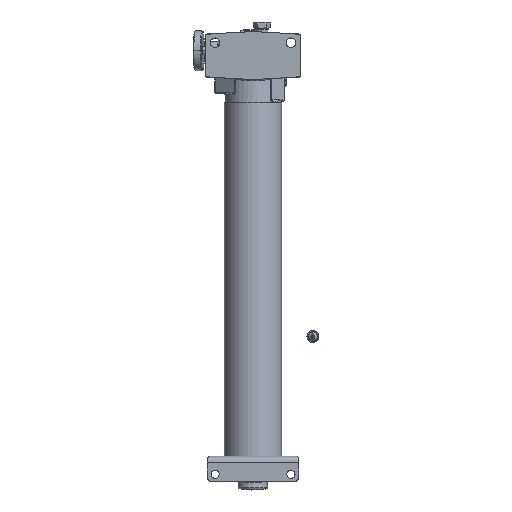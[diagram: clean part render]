
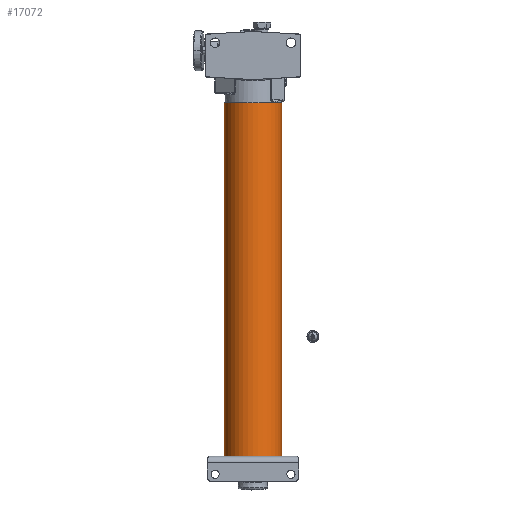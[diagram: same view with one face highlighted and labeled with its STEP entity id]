
A CAD part, front view. The second image highlights one B-rep face of the part: STEP entity #17072.
In plain terms, the highlighted cylindrical face has radius 35.8 mm (diameter 71.6 mm), a partial arc.
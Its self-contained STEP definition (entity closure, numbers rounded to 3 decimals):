
#1576 = AXIS2_PLACEMENT_3D ( 'NONE', #29933, #20044, #26696 ) ;
#2518 = ORIENTED_EDGE ( 'NONE', *, *, #7365, .T. ) ;
#4096 = CARTESIAN_POINT ( 'NONE',  ( 0., 43., -2.2 ) ) ;
#4221 = ORIENTED_EDGE ( 'NONE', *, *, #4524, .T. ) ;
#4524 = EDGE_CURVE ( 'NONE', #34768, #15982, #6073, .T. ) ;
#4590 = CARTESIAN_POINT ( 'NONE',  ( -35.8, 43., -445. ) ) ;
#5443 = EDGE_LOOP ( 'NONE', ( #21778, #32301, #4221, #2518 ) ) ;
#6073 = LINE ( 'NONE', #31244, #7035 ) ;
#6409 = DIRECTION ( 'NONE',  ( 0., 0., 1. ) ) ;
#7035 = VECTOR ( 'NONE', #15281, 1000. ) ;
#7365 = EDGE_CURVE ( 'NONE', #15982, #15391, #13812, .T. ) ;
#11343 = FACE_OUTER_BOUND ( 'NONE', #5443, .T. ) ;
#12182 = EDGE_CURVE ( 'NONE', #28979, #34768, #13012, .T. ) ;
#13012 = CIRCLE ( 'NONE', #1576, 35.8 ) ;
#13311 = DIRECTION ( 'NONE',  ( -1., 0., 0. ) ) ;
#13812 = CIRCLE ( 'NONE', #18945, 35.8 ) ;
#15281 = DIRECTION ( 'NONE',  ( 0., 0., 1. ) ) ;
#15391 = VERTEX_POINT ( 'NONE', #39680 ) ;
#15982 = VERTEX_POINT ( 'NONE', #26459 ) ;
#17072 = ADVANCED_FACE ( 'NONE', ( #11343 ), #35452, .T. ) ;
#17156 = DIRECTION ( 'NONE',  ( 0., 0., 1. ) ) ;
#18945 = AXIS2_PLACEMENT_3D ( 'NONE', #4096, #28745, #13311 ) ;
#20044 = DIRECTION ( 'NONE',  ( 0., 0., 1. ) ) ;
#20612 = VECTOR ( 'NONE', #17156, 1000. ) ;
#20621 = AXIS2_PLACEMENT_3D ( 'NONE', #36856, #6409, #24419 ) ;
#21070 = LINE ( 'NONE', #32730, #20612 ) ;
#21778 = ORIENTED_EDGE ( 'NONE', *, *, #25976, .F. ) ;
#24419 = DIRECTION ( 'NONE',  ( 1., 0., 0. ) ) ;
#25976 = EDGE_CURVE ( 'NONE', #28979, #15391, #21070, .T. ) ;
#26459 = CARTESIAN_POINT ( 'NONE',  ( 35.8, 43., -2.2 ) ) ;
#26696 = DIRECTION ( 'NONE',  ( 1., 0., 0. ) ) ;
#28745 = DIRECTION ( 'NONE',  ( 0., 0., -1. ) ) ;
#28979 = VERTEX_POINT ( 'NONE', #4590 ) ;
#29933 = CARTESIAN_POINT ( 'NONE',  ( 0., 43., -445. ) ) ;
#31244 = CARTESIAN_POINT ( 'NONE',  ( 35.8, 43., -2. ) ) ;
#32301 = ORIENTED_EDGE ( 'NONE', *, *, #12182, .T. ) ;
#32730 = CARTESIAN_POINT ( 'NONE',  ( -35.8, 43., -2. ) ) ;
#34768 = VERTEX_POINT ( 'NONE', #37815 ) ;
#35452 = CYLINDRICAL_SURFACE ( 'NONE', #20621, 35.8 ) ;
#36856 = CARTESIAN_POINT ( 'NONE',  ( 0., 43., -2. ) ) ;
#37815 = CARTESIAN_POINT ( 'NONE',  ( 35.8, 43., -445. ) ) ;
#39680 = CARTESIAN_POINT ( 'NONE',  ( -35.8, 43., -2.2 ) ) ;
